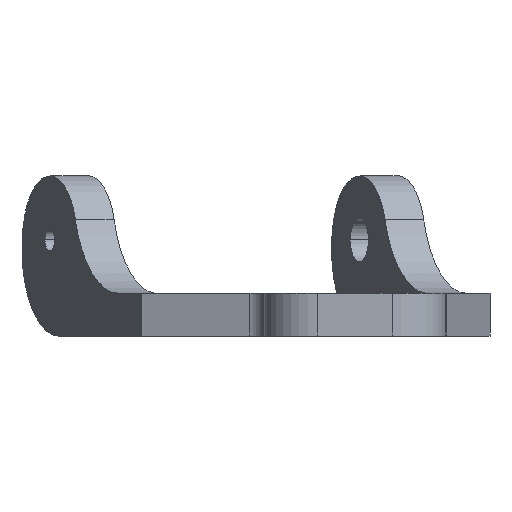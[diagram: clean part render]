
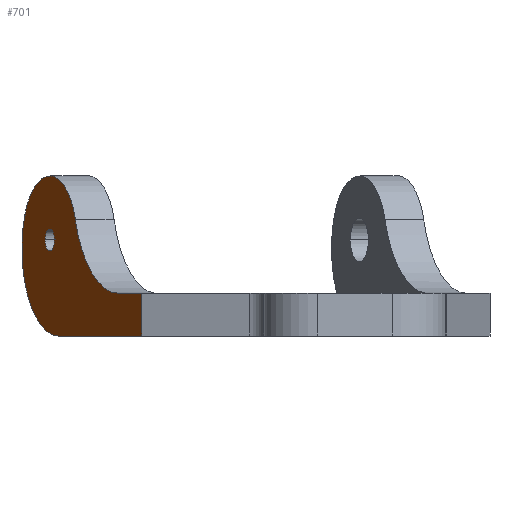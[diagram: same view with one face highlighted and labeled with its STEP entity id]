
A CAD part, front view. The second image highlights one B-rep face of the part: STEP entity #701.
In plain terms, the highlighted planar face has unit normal (-0.906, -0.423, 0).
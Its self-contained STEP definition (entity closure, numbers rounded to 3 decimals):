
#20 = AXIS2_PLACEMENT_3D ( 'NONE', #420, #98, #969 ) ;
#42 = CIRCLE ( 'NONE', #132, 1.025 ) ;
#55 = EDGE_CURVE ( 'NONE', #865, #680, #812, .T. ) ;
#69 = AXIS2_PLACEMENT_3D ( 'NONE', #244, #1104, #667 ) ;
#70 = LINE ( 'NONE', #496, #1117 ) ;
#97 = VERTEX_POINT ( 'NONE', #1247 ) ;
#98 = DIRECTION ( 'NONE',  ( -0.906, -0.423, 0. ) ) ;
#103 = EDGE_CURVE ( 'NONE', #220, #932, #1122, .T. ) ;
#122 = DIRECTION ( 'NONE',  ( -0.906, -0.423, 0. ) ) ;
#123 = EDGE_CURVE ( 'NONE', #97, #1412, #1235, .T. ) ;
#130 = DIRECTION ( 'NONE',  ( 0.423, -0.906, 0. ) ) ;
#132 = AXIS2_PLACEMENT_3D ( 'NONE', #242, #237, #130 ) ;
#163 = EDGE_CURVE ( 'NONE', #871, #97, #374, .T. ) ;
#208 = AXIS2_PLACEMENT_3D ( 'NONE', #538, #763, #1116 ) ;
#220 = VERTEX_POINT ( 'NONE', #1382 ) ;
#237 = DIRECTION ( 'NONE',  ( -0.906, -0.423, 0. ) ) ;
#242 = CARTESIAN_POINT ( 'NONE',  ( -28.569, 57.639, 7. ) ) ;
#244 = CARTESIAN_POINT ( 'NONE',  ( -28.569, 57.639, 7. ) ) ;
#247 = EDGE_CURVE ( 'NONE', #871, #281, #70, .T. ) ;
#281 = VERTEX_POINT ( 'NONE', #912 ) ;
#333 = AXIS2_PLACEMENT_3D ( 'NONE', #1005, #700, #454 ) ;
#367 = CARTESIAN_POINT ( 'NONE',  ( -19.957, 39.17, 2. ) ) ;
#368 = EDGE_CURVE ( 'NONE', #680, #865, #42, .T. ) ;
#374 = LINE ( 'NONE', #367, #882 ) ;
#406 = AXIS2_PLACEMENT_3D ( 'NONE', #752, #122, #1232 ) ;
#420 = CARTESIAN_POINT ( 'NONE',  ( -27.724, 55.827, 2. ) ) ;
#454 = DIRECTION ( 'NONE',  ( 0.423, -0.906, 0. ) ) ;
#456 = CARTESIAN_POINT ( 'NONE',  ( -27.724, 55.827, -2. ) ) ;
#496 = CARTESIAN_POINT ( 'NONE',  ( -27.724, 55.827, 2. ) ) ;
#538 = CARTESIAN_POINT ( 'NONE',  ( -28.569, 57.639, 7. ) ) ;
#539 = CARTESIAN_POINT ( 'NONE',  ( -29.003, 58.568, 7. ) ) ;
#541 = EDGE_LOOP ( 'NONE', ( #1355, #1251 ) ) ;
#571 = DIRECTION ( 'NONE',  ( -0.423, 0.906, 0. ) ) ;
#667 = DIRECTION ( 'NONE',  ( 0.423, -0.906, 0. ) ) ;
#680 = VERTEX_POINT ( 'NONE', #539 ) ;
#700 = DIRECTION ( 'NONE',  ( 0.906, 0.423, 0. ) ) ;
#701 = ADVANCED_FACE ( 'NONE', ( #868, #875 ), #1216, .T. ) ;
#752 = CARTESIAN_POINT ( 'NONE',  ( -27.724, 55.827, 6.167 ) ) ;
#756 = CARTESIAN_POINT ( 'NONE',  ( -28.136, 56.71, 7. ) ) ;
#763 = DIRECTION ( 'NONE',  ( -0.906, -0.423, 0. ) ) ;
#806 = EDGE_CURVE ( 'NONE', #281, #220, #951, .T. ) ;
#812 = CIRCLE ( 'NONE', #69, 1.025 ) ;
#865 = VERTEX_POINT ( 'NONE', #756 ) ;
#868 = FACE_BOUND ( 'NONE', #541, .T. ) ;
#871 = VERTEX_POINT ( 'NONE', #1205 ) ;
#875 = FACE_OUTER_BOUND ( 'NONE', #1292, .T. ) ;
#880 = CARTESIAN_POINT ( 'NONE',  ( -27.724, 55.827, -2. ) ) ;
#882 = VECTOR ( 'NONE', #1029, 1000. ) ;
#884 = ORIENTED_EDGE ( 'NONE', *, *, #247, .T. ) ;
#894 = ORIENTED_EDGE ( 'NONE', *, *, #163, .F. ) ;
#902 = ORIENTED_EDGE ( 'NONE', *, *, #806, .T. ) ;
#909 = ORIENTED_EDGE ( 'NONE', *, *, #103, .T. ) ;
#912 = CARTESIAN_POINT ( 'NONE',  ( -22.146, 43.865, 2. ) ) ;
#932 = VERTEX_POINT ( 'NONE', #941 ) ;
#941 = CARTESIAN_POINT ( 'NONE',  ( -30.91, 62.659, 9.308 ) ) ;
#951 = CIRCLE ( 'NONE', #333, 10. ) ;
#969 = DIRECTION ( 'NONE',  ( 0.423, -0.906, 0. ) ) ;
#1005 = CARTESIAN_POINT ( 'NONE',  ( -22.146, 43.865, 12. ) ) ;
#1029 = DIRECTION ( 'NONE',  ( 0., 0., -1. ) ) ;
#1065 = ORIENTED_EDGE ( 'NONE', *, *, #123, .F. ) ;
#1079 = CIRCLE ( 'NONE', #406, 8.167 ) ;
#1104 = DIRECTION ( 'NONE',  ( -0.906, -0.423, 0. ) ) ;
#1116 = DIRECTION ( 'NONE',  ( 0.423, -0.906, 0. ) ) ;
#1117 = VECTOR ( 'NONE', #571, 1000. ) ;
#1122 = CIRCLE ( 'NONE', #208, 6. ) ;
#1205 = CARTESIAN_POINT ( 'NONE',  ( -19.957, 39.17, 2. ) ) ;
#1216 = PLANE ( 'NONE',  #20 ) ;
#1232 = DIRECTION ( 'NONE',  ( 0.423, -0.906, 0. ) ) ;
#1235 = LINE ( 'NONE', #880, #1236 ) ;
#1236 = VECTOR ( 'NONE', #1333, 1000. ) ;
#1247 = CARTESIAN_POINT ( 'NONE',  ( -19.957, 39.17, -2. ) ) ;
#1251 = ORIENTED_EDGE ( 'NONE', *, *, #55, .F. ) ;
#1291 = EDGE_CURVE ( 'NONE', #932, #1412, #1079, .T. ) ;
#1292 = EDGE_LOOP ( 'NONE', ( #1323, #1065, #894, #884, #902, #909 ) ) ;
#1323 = ORIENTED_EDGE ( 'NONE', *, *, #1291, .T. ) ;
#1333 = DIRECTION ( 'NONE',  ( -0.423, 0.906, 0. ) ) ;
#1355 = ORIENTED_EDGE ( 'NONE', *, *, #368, .F. ) ;
#1382 = CARTESIAN_POINT ( 'NONE',  ( -26.161, 52.474, 8.875 ) ) ;
#1412 = VERTEX_POINT ( 'NONE', #456 ) ;
